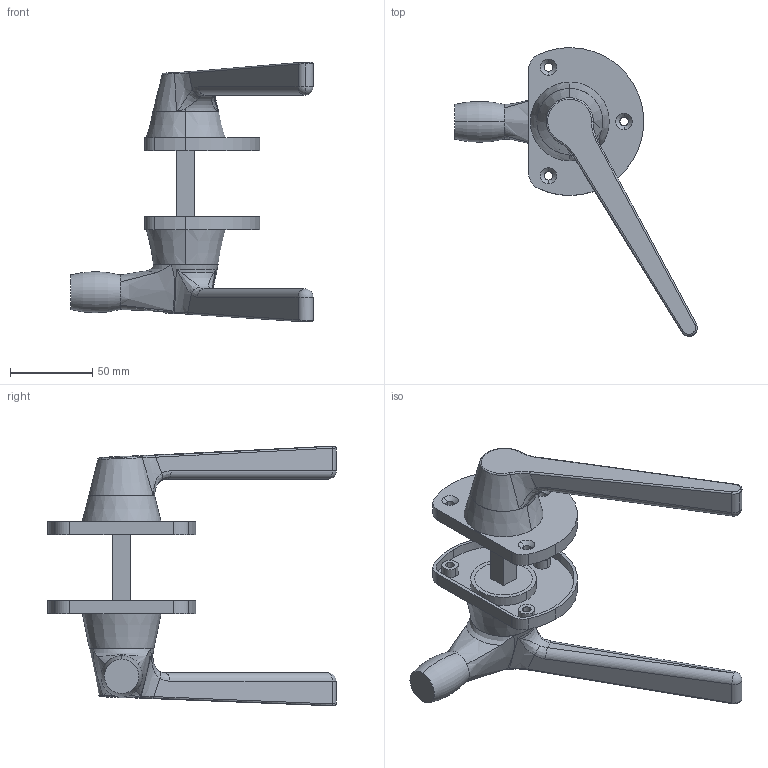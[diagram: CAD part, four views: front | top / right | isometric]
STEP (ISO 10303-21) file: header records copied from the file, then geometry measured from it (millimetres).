
FILE_DESCRIPTION (( 'STEP AP203' ), '1' );
FILE_NAME ('FA-840-L.STEP', '2020-03-27T08:22:27', ( '' ), ( '' ), 'SwSTEP 2.0', 'SolidWorks 2018', '' );
FILE_SCHEMA (( 'CONFIG_CONTROL_DESIGN' ));
Length unit declared in the file: millimetre
Products named in the file (6): FA-840-L角棒_; FA-840-L_台座内_; FA-840-L_台座外_; FA-840-L; FA-840-L_庫内_; FA-840-L_庫外_
Assembly tree (5 placements, depth 2):
  FA-840-L
    FA-840-L角棒_
    FA-840-L_庫外_
    FA-840-L_台座外_
    FA-840-L_庫内_
    FA-840-L_台座内_
Bounding box: 147.5 x 175.57 x 157.92 mm (x, y, z)
Volume: 239484.6 mm3; surface area: 78862.5 mm2
Topology: 5 solids, 5 shells, 177 faces, 413 edges, 256 vertices
Faces by surface type: cylinder 68, plane 49, bspline 31, cone 20, torus 6, sphere 3
Entity records: 7237 total; most frequent: CARTESIAN_POINT 2675, DIRECTION 839, ORIENTED_EDGE 810, EDGE_CURVE 405, AXIS2_PLACEMENT_3D 345, VERTEX_POINT 254, EDGE_LOOP 209, CIRCLE 191
